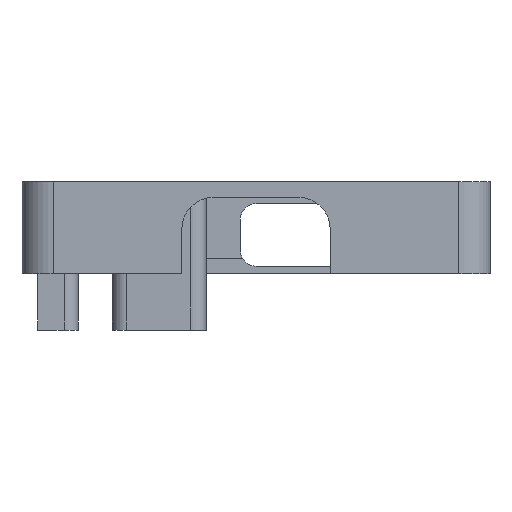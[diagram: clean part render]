
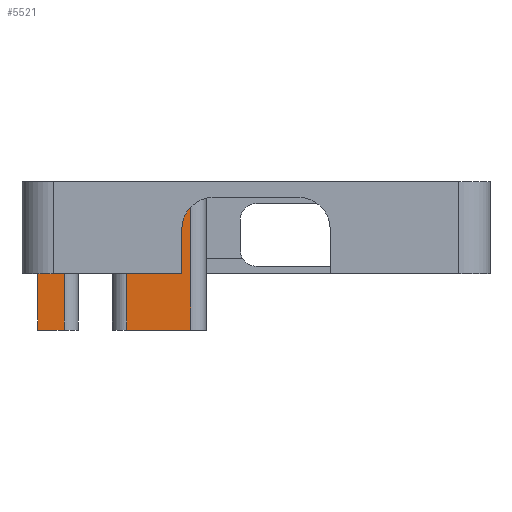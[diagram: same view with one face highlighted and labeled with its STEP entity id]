
A CAD part, left-side view. The second image highlights one B-rep face of the part: STEP entity #5521.
In plain terms, the highlighted planar face has unit normal (-1, 0, 0).
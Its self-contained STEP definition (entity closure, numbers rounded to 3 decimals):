
#1476 = PLANE('',#1477);
#1477 = AXIS2_PLACEMENT_3D('',#1478,#1479,#1480);
#1478 = CARTESIAN_POINT('',(0.,0.,-1.));
#1479 = DIRECTION('',(0.,0.,-1.));
#1480 = DIRECTION('',(-1.,0.,0.));
#2142 = VERTEX_POINT('',#2143);
#2143 = CARTESIAN_POINT('',(13.05,14.,-1.));
#2157 = PLANE('',#2158);
#2158 = AXIS2_PLACEMENT_3D('',#2159,#2160,#2161);
#2159 = CARTESIAN_POINT('',(26.,14.,-1.));
#2160 = DIRECTION('',(0.,-1.,0.));
#2161 = DIRECTION('',(-1.,0.,0.));
#2169 = EDGE_CURVE('',#2142,#2170,#2172,.T.);
#2170 = VERTEX_POINT('',#2171);
#2171 = CARTESIAN_POINT('',(13.05,4.167,-1.));
#2172 = SURFACE_CURVE('',#2173,(#2177,#2184),.PCURVE_S1.);
#2173 = LINE('',#2174,#2175);
#2174 = CARTESIAN_POINT('',(13.05,6.15,-1.));
#2175 = VECTOR('',#2176,1.);
#2176 = DIRECTION('',(0.,-1.,0.));
#2177 = PCURVE('',#1476,#2178);
#2178 = DEFINITIONAL_REPRESENTATION('',(#2179),#2183);
#2179 = LINE('',#2180,#2181);
#2180 = CARTESIAN_POINT('',(-13.05,6.15));
#2181 = VECTOR('',#2182,1.);
#2182 = DIRECTION('',(0.,-1.));
#2183 = ( GEOMETRIC_REPRESENTATION_CONTEXT(2) 
PARAMETRIC_REPRESENTATION_CONTEXT() REPRESENTATION_CONTEXT('2D SPACE',''
  ) );
#2184 = PCURVE('',#2185,#2190);
#2185 = PLANE('',#2186);
#2186 = AXIS2_PLACEMENT_3D('',#2187,#2188,#2189);
#2187 = CARTESIAN_POINT('',(13.05,4.167,-1.));
#2188 = DIRECTION('',(-1.,0.,0.));
#2189 = DIRECTION('',(0.,1.,0.));
#2190 = DEFINITIONAL_REPRESENTATION('',(#2191),#2195);
#2191 = LINE('',#2192,#2193);
#2192 = CARTESIAN_POINT('',(1.983,0.));
#2193 = VECTOR('',#2194,1.);
#2194 = DIRECTION('',(-1.,0.));
#2195 = ( GEOMETRIC_REPRESENTATION_CONTEXT(2) 
PARAMETRIC_REPRESENTATION_CONTEXT() REPRESENTATION_CONTEXT('2D SPACE',''
  ) );
#2218 = CYLINDRICAL_SURFACE('',#2219,0.9);
#2219 = AXIS2_PLACEMENT_3D('',#2220,#2221,#2222);
#2220 = CARTESIAN_POINT('',(13.948,4.102,-1.));
#2221 = DIRECTION('',(0.,0.,-1.));
#2222 = DIRECTION('',(0.,-1.,0.));
#3769 = VERTEX_POINT('',#3770);
#3770 = CARTESIAN_POINT('',(13.05,14.,-4.9));
#3784 = PLANE('',#3785);
#3785 = AXIS2_PLACEMENT_3D('',#3786,#3787,#3788);
#3786 = CARTESIAN_POINT('',(13.05,14.,-1.));
#3787 = DIRECTION('',(0.,1.,0.));
#3788 = DIRECTION('',(1.,0.,0.));
#3838 = CYLINDRICAL_SURFACE('',#3839,0.9);
#3839 = AXIS2_PLACEMENT_3D('',#3840,#3841,#3842);
#3840 = CARTESIAN_POINT('',(13.95,12.3,-1.));
#3841 = DIRECTION('',(0.,0.,-1.));
#3842 = DIRECTION('',(1.,0.,0.));
#3866 = PLANE('',#3867);
#3867 = AXIS2_PLACEMENT_3D('',#3868,#3869,#3870);
#3868 = CARTESIAN_POINT('',(13.95,12.7,-9.5));
#3869 = DIRECTION('',(0.,0.,-1.));
#3870 = DIRECTION('',(1.,0.,0.));
#3943 = PLANE('',#3944);
#3944 = AXIS2_PLACEMENT_3D('',#3945,#3946,#3947);
#3945 = CARTESIAN_POINT('',(16.949,6.2,-9.5));
#3946 = DIRECTION('',(0.,0.,-1.));
#3947 = DIRECTION('',(1.,0.,0.));
#3971 = CYLINDRICAL_SURFACE('',#3972,0.9);
#3972 = AXIS2_PLACEMENT_3D('',#3973,#3974,#3975);
#3973 = CARTESIAN_POINT('',(13.95,8.3,-1.));
#3974 = DIRECTION('',(0.,0.,-1.));
#3975 = DIRECTION('',(-1.,0.,0.));
#3997 = PLANE('',#3998);
#3998 = AXIS2_PLACEMENT_3D('',#3999,#4000,#4001);
#3999 = CARTESIAN_POINT('',(13.95,10.3,-4.7));
#4000 = DIRECTION('',(0.,0.,-1.));
#4001 = DIRECTION('',(1.,0.,0.));
#5003 = VERTEX_POINT('',#5004);
#5004 = CARTESIAN_POINT('',(13.05,12.3,-4.7));
#5028 = VERTEX_POINT('',#5029);
#5029 = CARTESIAN_POINT('',(13.05,8.3,-4.7));
#5051 = EDGE_CURVE('',#5028,#5003,#5052,.T.);
#5052 = SURFACE_CURVE('',#5053,(#5057,#5064),.PCURVE_S1.);
#5053 = LINE('',#5054,#5055);
#5054 = CARTESIAN_POINT('',(13.05,12.3,-4.7));
#5055 = VECTOR('',#5056,1.);
#5056 = DIRECTION('',(0.,1.,0.));
#5057 = PCURVE('',#3997,#5058);
#5058 = DEFINITIONAL_REPRESENTATION('',(#5059),#5063);
#5059 = LINE('',#5060,#5061);
#5060 = CARTESIAN_POINT('',(-0.9,-2.));
#5061 = VECTOR('',#5062,1.);
#5062 = DIRECTION('',(0.,-1.));
#5063 = ( GEOMETRIC_REPRESENTATION_CONTEXT(2) 
PARAMETRIC_REPRESENTATION_CONTEXT() REPRESENTATION_CONTEXT('2D SPACE',''
  ) );
#5064 = PCURVE('',#2185,#5065);
#5065 = DEFINITIONAL_REPRESENTATION('',(#5066),#5070);
#5066 = LINE('',#5067,#5068);
#5067 = CARTESIAN_POINT('',(8.133,3.7));
#5068 = VECTOR('',#5069,1.);
#5069 = DIRECTION('',(1.,0.));
#5070 = ( GEOMETRIC_REPRESENTATION_CONTEXT(2) 
PARAMETRIC_REPRESENTATION_CONTEXT() REPRESENTATION_CONTEXT('2D SPACE',''
  ) );
#5078 = VERTEX_POINT('',#5079);
#5079 = CARTESIAN_POINT('',(13.05,8.3,-9.5));
#5101 = EDGE_CURVE('',#5028,#5078,#5102,.T.);
#5102 = SURFACE_CURVE('',#5103,(#5107,#5114),.PCURVE_S1.);
#5103 = LINE('',#5104,#5105);
#5104 = CARTESIAN_POINT('',(13.05,8.3,-1.));
#5105 = VECTOR('',#5106,1.);
#5106 = DIRECTION('',(0.,0.,-1.));
#5107 = PCURVE('',#3971,#5108);
#5108 = DEFINITIONAL_REPRESENTATION('',(#5109),#5113);
#5109 = LINE('',#5110,#5111);
#5110 = CARTESIAN_POINT('',(0.,0.));
#5111 = VECTOR('',#5112,1.);
#5112 = DIRECTION('',(0.,1.));
#5113 = ( GEOMETRIC_REPRESENTATION_CONTEXT(2) 
PARAMETRIC_REPRESENTATION_CONTEXT() REPRESENTATION_CONTEXT('2D SPACE',''
  ) );
#5114 = PCURVE('',#2185,#5115);
#5115 = DEFINITIONAL_REPRESENTATION('',(#5116),#5120);
#5116 = LINE('',#5117,#5118);
#5117 = CARTESIAN_POINT('',(4.133,0.));
#5118 = VECTOR('',#5119,1.);
#5119 = DIRECTION('',(0.,1.));
#5120 = ( GEOMETRIC_REPRESENTATION_CONTEXT(2) 
PARAMETRIC_REPRESENTATION_CONTEXT() REPRESENTATION_CONTEXT('2D SPACE',''
  ) );
#5128 = VERTEX_POINT('',#5129);
#5129 = CARTESIAN_POINT('',(13.05,14.,-9.5));
#5150 = EDGE_CURVE('',#3769,#5128,#5151,.T.);
#5151 = SURFACE_CURVE('',#5152,(#5156,#5163),.PCURVE_S1.);
#5152 = LINE('',#5153,#5154);
#5153 = CARTESIAN_POINT('',(13.05,14.,-1.));
#5154 = VECTOR('',#5155,1.);
#5155 = DIRECTION('',(0.,0.,-1.));
#5156 = PCURVE('',#3784,#5157);
#5157 = DEFINITIONAL_REPRESENTATION('',(#5158),#5162);
#5158 = LINE('',#5159,#5160);
#5159 = CARTESIAN_POINT('',(0.,0.));
#5160 = VECTOR('',#5161,1.);
#5161 = DIRECTION('',(0.,1.));
#5162 = ( GEOMETRIC_REPRESENTATION_CONTEXT(2) 
PARAMETRIC_REPRESENTATION_CONTEXT() REPRESENTATION_CONTEXT('2D SPACE',''
  ) );
#5163 = PCURVE('',#2185,#5164);
#5164 = DEFINITIONAL_REPRESENTATION('',(#5165),#5169);
#5165 = LINE('',#5166,#5167);
#5166 = CARTESIAN_POINT('',(9.833,0.));
#5167 = VECTOR('',#5168,1.);
#5168 = DIRECTION('',(0.,1.));
#5169 = ( GEOMETRIC_REPRESENTATION_CONTEXT(2) 
PARAMETRIC_REPRESENTATION_CONTEXT() REPRESENTATION_CONTEXT('2D SPACE',''
  ) );
#5175 = EDGE_CURVE('',#5003,#5176,#5178,.T.);
#5176 = VERTEX_POINT('',#5177);
#5177 = CARTESIAN_POINT('',(13.05,12.3,-9.5));
#5178 = SURFACE_CURVE('',#5179,(#5183,#5190),.PCURVE_S1.);
#5179 = LINE('',#5180,#5181);
#5180 = CARTESIAN_POINT('',(13.05,12.3,-1.));
#5181 = VECTOR('',#5182,1.);
#5182 = DIRECTION('',(0.,0.,-1.));
#5183 = PCURVE('',#3838,#5184);
#5184 = DEFINITIONAL_REPRESENTATION('',(#5185),#5189);
#5185 = LINE('',#5186,#5187);
#5186 = CARTESIAN_POINT('',(3.142,0.));
#5187 = VECTOR('',#5188,1.);
#5188 = DIRECTION('',(0.,1.));
#5189 = ( GEOMETRIC_REPRESENTATION_CONTEXT(2) 
PARAMETRIC_REPRESENTATION_CONTEXT() REPRESENTATION_CONTEXT('2D SPACE',''
  ) );
#5190 = PCURVE('',#2185,#5191);
#5191 = DEFINITIONAL_REPRESENTATION('',(#5192),#5196);
#5192 = LINE('',#5193,#5194);
#5193 = CARTESIAN_POINT('',(8.133,0.));
#5194 = VECTOR('',#5195,1.);
#5195 = DIRECTION('',(0.,1.));
#5196 = ( GEOMETRIC_REPRESENTATION_CONTEXT(2) 
PARAMETRIC_REPRESENTATION_CONTEXT() REPRESENTATION_CONTEXT('2D SPACE',''
  ) );
#5225 = EDGE_CURVE('',#5176,#5128,#5226,.T.);
#5226 = SURFACE_CURVE('',#5227,(#5231,#5238),.PCURVE_S1.);
#5227 = LINE('',#5228,#5229);
#5228 = CARTESIAN_POINT('',(13.05,12.3,-9.5));
#5229 = VECTOR('',#5230,1.);
#5230 = DIRECTION('',(0.,1.,0.));
#5231 = PCURVE('',#3866,#5232);
#5232 = DEFINITIONAL_REPRESENTATION('',(#5233),#5237);
#5233 = LINE('',#5234,#5235);
#5234 = CARTESIAN_POINT('',(-0.9,0.4));
#5235 = VECTOR('',#5236,1.);
#5236 = DIRECTION('',(0.,-1.));
#5237 = ( GEOMETRIC_REPRESENTATION_CONTEXT(2) 
PARAMETRIC_REPRESENTATION_CONTEXT() REPRESENTATION_CONTEXT('2D SPACE',''
  ) );
#5238 = PCURVE('',#2185,#5239);
#5239 = DEFINITIONAL_REPRESENTATION('',(#5240),#5244);
#5240 = LINE('',#5241,#5242);
#5241 = CARTESIAN_POINT('',(8.133,8.5));
#5242 = VECTOR('',#5243,1.);
#5243 = DIRECTION('',(1.,0.));
#5244 = ( GEOMETRIC_REPRESENTATION_CONTEXT(2) 
PARAMETRIC_REPRESENTATION_CONTEXT() REPRESENTATION_CONTEXT('2D SPACE',''
  ) );
#5253 = EDGE_CURVE('',#3769,#2142,#5254,.T.);
#5254 = SURFACE_CURVE('',#5255,(#5259,#5266),.PCURVE_S1.);
#5255 = LINE('',#5256,#5257);
#5256 = CARTESIAN_POINT('',(13.05,14.,-1.));
#5257 = VECTOR('',#5258,1.);
#5258 = DIRECTION('',(0.,0.,1.));
#5259 = PCURVE('',#2157,#5260);
#5260 = DEFINITIONAL_REPRESENTATION('',(#5261),#5265);
#5261 = LINE('',#5262,#5263);
#5262 = CARTESIAN_POINT('',(12.95,0.));
#5263 = VECTOR('',#5264,1.);
#5264 = DIRECTION('',(0.,-1.));
#5265 = ( GEOMETRIC_REPRESENTATION_CONTEXT(2) 
PARAMETRIC_REPRESENTATION_CONTEXT() REPRESENTATION_CONTEXT('2D SPACE',''
  ) );
#5266 = PCURVE('',#2185,#5267);
#5267 = DEFINITIONAL_REPRESENTATION('',(#5268),#5272);
#5268 = LINE('',#5269,#5270);
#5269 = CARTESIAN_POINT('',(9.833,0.));
#5270 = VECTOR('',#5271,1.);
#5271 = DIRECTION('',(0.,-1.));
#5272 = ( GEOMETRIC_REPRESENTATION_CONTEXT(2) 
PARAMETRIC_REPRESENTATION_CONTEXT() REPRESENTATION_CONTEXT('2D SPACE',''
  ) );
#5521 = ADVANCED_FACE('',(#5522),#2185,.T.);
#5522 = FACE_BOUND('',#5523,.T.);
#5523 = EDGE_LOOP('',(#5524,#5525,#5526,#5527,#5528,#5529,#5530,#5531,
    #5554));
#5524 = ORIENTED_EDGE('',*,*,#2169,.F.);
#5525 = ORIENTED_EDGE('',*,*,#5253,.F.);
#5526 = ORIENTED_EDGE('',*,*,#5150,.T.);
#5527 = ORIENTED_EDGE('',*,*,#5225,.F.);
#5528 = ORIENTED_EDGE('',*,*,#5175,.F.);
#5529 = ORIENTED_EDGE('',*,*,#5051,.F.);
#5530 = ORIENTED_EDGE('',*,*,#5101,.T.);
#5531 = ORIENTED_EDGE('',*,*,#5532,.F.);
#5532 = EDGE_CURVE('',#5533,#5078,#5535,.T.);
#5533 = VERTEX_POINT('',#5534);
#5534 = CARTESIAN_POINT('',(13.05,4.167,-9.5));
#5535 = SURFACE_CURVE('',#5536,(#5540,#5547),.PCURVE_S1.);
#5536 = LINE('',#5537,#5538);
#5537 = CARTESIAN_POINT('',(13.05,8.3,-9.5));
#5538 = VECTOR('',#5539,1.);
#5539 = DIRECTION('',(0.,1.,0.));
#5540 = PCURVE('',#2185,#5541);
#5541 = DEFINITIONAL_REPRESENTATION('',(#5542),#5546);
#5542 = LINE('',#5543,#5544);
#5543 = CARTESIAN_POINT('',(4.133,8.5));
#5544 = VECTOR('',#5545,1.);
#5545 = DIRECTION('',(1.,0.));
#5546 = ( GEOMETRIC_REPRESENTATION_CONTEXT(2) 
PARAMETRIC_REPRESENTATION_CONTEXT() REPRESENTATION_CONTEXT('2D SPACE',''
  ) );
#5547 = PCURVE('',#3943,#5548);
#5548 = DEFINITIONAL_REPRESENTATION('',(#5549),#5553);
#5549 = LINE('',#5550,#5551);
#5550 = CARTESIAN_POINT('',(-3.899,-2.1));
#5551 = VECTOR('',#5552,1.);
#5552 = DIRECTION('',(0.,-1.));
#5553 = ( GEOMETRIC_REPRESENTATION_CONTEXT(2) 
PARAMETRIC_REPRESENTATION_CONTEXT() REPRESENTATION_CONTEXT('2D SPACE',''
  ) );
#5554 = ORIENTED_EDGE('',*,*,#5555,.F.);
#5555 = EDGE_CURVE('',#2170,#5533,#5556,.T.);
#5556 = SURFACE_CURVE('',#5557,(#5561,#5568),.PCURVE_S1.);
#5557 = LINE('',#5558,#5559);
#5558 = CARTESIAN_POINT('',(13.05,4.167,-1.));
#5559 = VECTOR('',#5560,1.);
#5560 = DIRECTION('',(0.,0.,-1.));
#5561 = PCURVE('',#2185,#5562);
#5562 = DEFINITIONAL_REPRESENTATION('',(#5563),#5567);
#5563 = LINE('',#5564,#5565);
#5564 = CARTESIAN_POINT('',(0.,0.));
#5565 = VECTOR('',#5566,1.);
#5566 = DIRECTION('',(0.,1.));
#5567 = ( GEOMETRIC_REPRESENTATION_CONTEXT(2) 
PARAMETRIC_REPRESENTATION_CONTEXT() REPRESENTATION_CONTEXT('2D SPACE',''
  ) );
#5568 = PCURVE('',#2218,#5569);
#5569 = DEFINITIONAL_REPRESENTATION('',(#5570),#5574);
#5570 = LINE('',#5571,#5572);
#5571 = CARTESIAN_POINT('',(1.644,0.));
#5572 = VECTOR('',#5573,1.);
#5573 = DIRECTION('',(0.,1.));
#5574 = ( GEOMETRIC_REPRESENTATION_CONTEXT(2) 
PARAMETRIC_REPRESENTATION_CONTEXT() REPRESENTATION_CONTEXT('2D SPACE',''
  ) );
